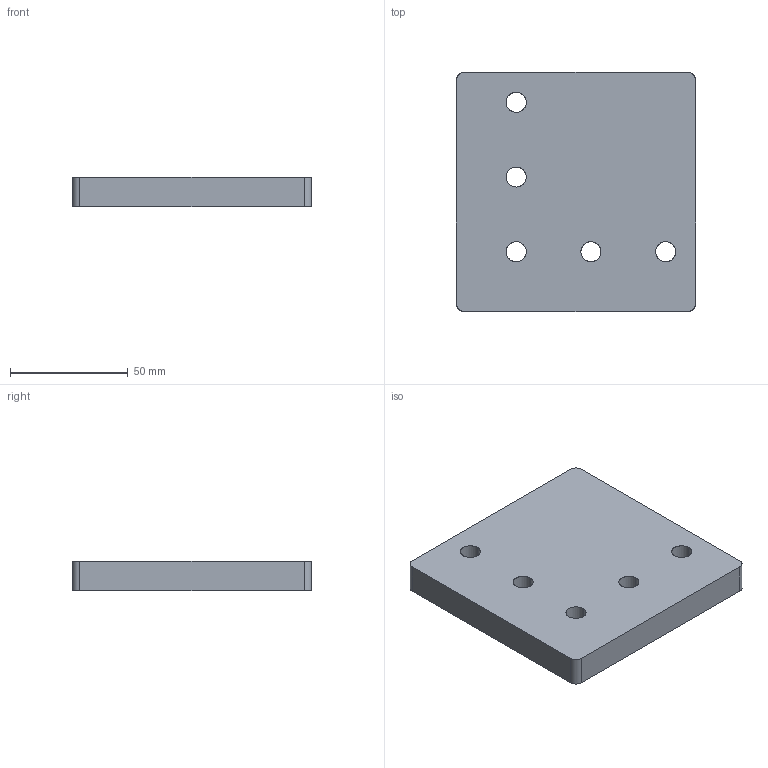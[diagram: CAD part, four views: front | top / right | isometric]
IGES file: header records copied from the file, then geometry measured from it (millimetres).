
Start section: SolidWorks IGES file using analytic representation for surfaces
Global section: file name: REVDELTA_PLT-L-00001 (100141); PLATE; L; JOINING PLATE;PLT-L-00001-100141.IGS; native system: SolidWorks 2019; preprocessor: SolidWorks 2019; author: Andrew; date: 250317.095258; units: inch
Bounding box: 101.6 x 101.6 x 12.7 mm (x, y, z)
Surface area: 27453.8 mm2 (no closed solid volume)
Topology: 0 solids, 0 shells, 35 faces, 624 edges, 624 vertices
Faces by surface type: revolution 23, bspline 12
